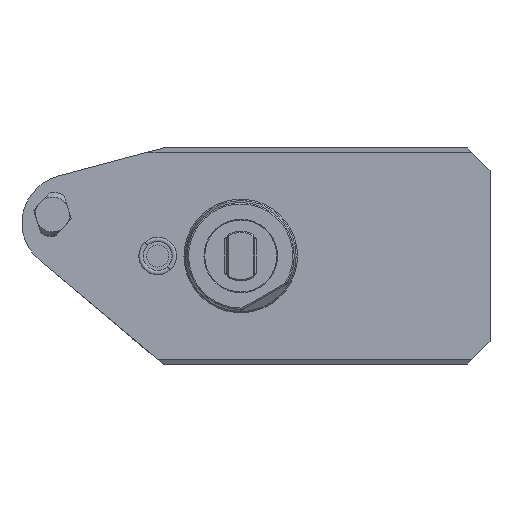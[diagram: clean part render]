
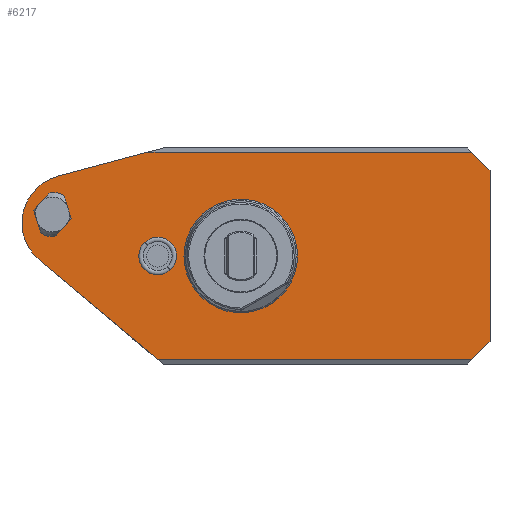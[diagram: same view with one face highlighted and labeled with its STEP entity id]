
A CAD part, front view. The second image highlights one B-rep face of the part: STEP entity #6217.
In plain terms, the highlighted planar face has unit normal (0, -1, 0).
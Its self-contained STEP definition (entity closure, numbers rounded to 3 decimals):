
#66=DIRECTION('',(-1.,0.,0.));
#67=VECTOR('',#66,116.974);
#68=CARTESIAN_POINT('',(83.474,0.,37.526));
#69=LINE('',#68,#67);
#146=DIRECTION('',(-0.707,0.,0.707));
#147=VECTOR('',#146,9.23);
#148=CARTESIAN_POINT('',(90.,0.,31.));
#149=LINE('',#148,#147);
#150=DIRECTION('',(0.,0.,1.));
#151=VECTOR('',#150,62.);
#152=CARTESIAN_POINT('',(90.,0.,-31.));
#153=LINE('',#152,#151);
#154=DIRECTION('',(0.707,0.,0.707));
#155=VECTOR('',#154,9.23);
#156=CARTESIAN_POINT('',(83.474,0.,
-37.526));
#157=LINE('',#156,#155);
#158=DIRECTION('',(0.766,0.,-0.643));
#159=VECTOR('',#158,56.141);
#160=CARTESIAN_POINT('',(-72.763,0.,-1.44));
#161=LINE('',#160,#159);
#162=CARTESIAN_POINT('',(-61.539,0.,
11.936));
#163=DIRECTION('',(0.,-1.,0.));
#164=DIRECTION('',(-0.259,0.,0.966));
#165=AXIS2_PLACEMENT_3D('',#162,#163,#164);
#167=DIRECTION('',(-0.966,0.,-0.259));
#168=VECTOR('',#167,33.707);
#169=CARTESIAN_POINT('',(-33.5,0.,37.526));
#170=LINE('',#169,#168);
#171=CARTESIAN_POINT('',(-30.,0.,0.));
#172=DIRECTION('',(0.,-1.,0.));
#173=DIRECTION('',(0.674,0.,-0.738));
#174=AXIS2_PLACEMENT_3D('',#171,#172,#173);
#176=CARTESIAN_POINT('',(-30.,0.,0.));
#177=DIRECTION('',(0.,-1.,0.));
#178=DIRECTION('',(-0.674,0.,0.738));
#179=AXIS2_PLACEMENT_3D('',#176,#177,#178);
#197=DIRECTION('',(1.,0.,0.));
#198=VECTOR('',#197,113.23);
#199=CARTESIAN_POINT('',(-29.756,0.,-37.526));
#200=LINE('',#199,#198);
#217=CARTESIAN_POINT('',(-68.001,0.,14.997));
#218=DIRECTION('',(0.,-1.,0.));
#219=DIRECTION('',(0.515,0.,0.857));
#220=AXIS2_PLACEMENT_3D('',#217,#218,#219);
#230=DIRECTION('',(0.302,0.,-0.953));
#231=VECTOR('',#230,8.756);
#232=CARTESIAN_POINT('',(-63.877,0.,21.853));
#233=LINE('',#232,#231);
#234=DIRECTION('',(-0.675,0.,-0.738));
#235=VECTOR('',#234,8.756);
#236=CARTESIAN_POINT('',(-61.235,0.,13.505));
#237=LINE('',#236,#235);
#242=CARTESIAN_POINT('',(-68.001,0.,14.997));
#243=DIRECTION('',(0.,-1.,0.));
#244=DIRECTION('',(-0.515,0.,-0.857));
#245=AXIS2_PLACEMENT_3D('',#242,#243,#244);
#255=DIRECTION('',(-0.302,0.,0.953));
#256=VECTOR('',#255,8.756);
#257=CARTESIAN_POINT('',(-72.124,0.,8.142));
#258=LINE('',#257,#256);
#259=DIRECTION('',(0.675,0.,0.738));
#260=VECTOR('',#259,8.756);
#261=CARTESIAN_POINT('',(-74.766,0.,16.489));
#262=LINE('',#261,#260);
#425=CARTESIAN_POINT('',(0.,0.,0.));
#426=DIRECTION('',(0.,1.,0.));
#427=DIRECTION('',(1.,0.,0.));
#428=AXIS2_PLACEMENT_3D('',#425,#426,#427);
#430=CARTESIAN_POINT('',(0.,0.,0.));
#431=DIRECTION('',(0.,1.,0.));
#432=DIRECTION('',(-1.,0.,0.));
#433=AXIS2_PLACEMENT_3D('',#430,#431,#432);
#5766=CARTESIAN_POINT('',(-25.414,0.,-5.021));
#5767=CARTESIAN_POINT('',(-34.586,0.,5.021));
#5768=VERTEX_POINT('',#5766);
#5769=VERTEX_POINT('',#5767);
#5798=CARTESIAN_POINT('',(-66.058,0.,
28.802));
#5799=CARTESIAN_POINT('',(-72.763,0.,
-1.44));
#5800=VERTEX_POINT('',#5798);
#5801=VERTEX_POINT('',#5799);
#5802=CARTESIAN_POINT('',(90.,0.,-31.));
#5803=CARTESIAN_POINT('',(90.,0.,31.));
#5804=VERTEX_POINT('',#5802);
#5805=VERTEX_POINT('',#5803);
#5810=CARTESIAN_POINT('',(-33.5,0.,37.526));
#5811=VERTEX_POINT('',#5810);
#5812=CARTESIAN_POINT('',(-29.756,0.,-37.526));
#5813=VERTEX_POINT('',#5812);
#5814=CARTESIAN_POINT('',(83.474,0.,
-37.526));
#5815=VERTEX_POINT('',#5814);
#5816=CARTESIAN_POINT('',(83.474,0.,
37.526));
#5817=VERTEX_POINT('',#5816);
#5847=CARTESIAN_POINT('',(19.853,0.,0.));
#5848=CARTESIAN_POINT('',(-19.853,0.,0.));
#5849=VERTEX_POINT('',#5847);
#5850=VERTEX_POINT('',#5848);
#5855=CARTESIAN_POINT('',(-63.877,0.,21.853));
#5856=CARTESIAN_POINT('',(-68.858,0.,22.951));
#5857=VERTEX_POINT('',#5855);
#5858=VERTEX_POINT('',#5856);
#5859=CARTESIAN_POINT('',(-72.124,0.,8.142));
#5860=CARTESIAN_POINT('',(-67.143,0.,7.043));
#5861=VERTEX_POINT('',#5859);
#5862=VERTEX_POINT('',#5860);
#5863=CARTESIAN_POINT('',(-74.766,0.,16.489));
#5864=VERTEX_POINT('',#5863);
#5865=CARTESIAN_POINT('',(-61.235,0.,13.505));
#5866=VERTEX_POINT('',#5865);
#6172=CARTESIAN_POINT('',(0.,0.,0.));
#6173=DIRECTION('',(0.,-1.,0.));
#6174=DIRECTION('',(-1.,0.,0.));
#6175=AXIS2_PLACEMENT_3D('',#6172,#6173,#6174);
#6176=PLANE('',#6175);
#6177=ORIENTED_EDGE('',*,*,#6048,.F.);
#6179=ORIENTED_EDGE('',*,*,#6178,.F.);
#6181=ORIENTED_EDGE('',*,*,#6180,.F.);
#6183=ORIENTED_EDGE('',*,*,#6182,.F.);
#6185=ORIENTED_EDGE('',*,*,#6184,.F.);
#6186=ORIENTED_EDGE('',*,*,#6145,.F.);
#6187=ORIENTED_EDGE('',*,*,#6165,.F.);
#6188=ORIENTED_EDGE('',*,*,#6027,.F.);
#6189=EDGE_LOOP('',(#6177,#6179,#6181,#6183,#6185,#6186,#6187,#6188));
#6190=FACE_OUTER_BOUND('',#6189,.F.);
#6192=ORIENTED_EDGE('',*,*,#6191,.T.);
#6194=ORIENTED_EDGE('',*,*,#6193,.F.);
#6196=ORIENTED_EDGE('',*,*,#6195,.F.);
#6198=ORIENTED_EDGE('',*,*,#6197,.T.);
#6200=ORIENTED_EDGE('',*,*,#6199,.F.);
#6202=ORIENTED_EDGE('',*,*,#6201,.F.);
#6203=EDGE_LOOP('',(#6192,#6194,#6196,#6198,#6200,#6202));
#6204=FACE_BOUND('',#6203,.F.);
#6206=ORIENTED_EDGE('',*,*,#6205,.F.);
#6208=ORIENTED_EDGE('',*,*,#6207,.F.);
#6209=EDGE_LOOP('',(#6206,#6208));
#6210=FACE_BOUND('',#6209,.F.);
#6212=ORIENTED_EDGE('',*,*,#6211,.T.);
#6214=ORIENTED_EDGE('',*,*,#6213,.T.);
#6215=EDGE_LOOP('',(#6212,#6214));
#6216=FACE_BOUND('',#6215,.F.);
#166=CIRCLE('',#165,17.461);
#175=CIRCLE('',#174,6.8);
#180=CIRCLE('',#179,6.8);
#221=CIRCLE('',#220,8.);
#246=CIRCLE('',#245,8.);
#429=CIRCLE('',#428,19.853);
#434=CIRCLE('',#433,19.853);
#6027=EDGE_CURVE('',#5811,#5800,#170,.T.);
#6048=EDGE_CURVE('',#5817,#5811,#69,.T.);
#6145=EDGE_CURVE('',#5801,#5813,#161,.T.);
#6165=EDGE_CURVE('',#5800,#5801,#166,.T.);
#6178=EDGE_CURVE('',#5805,#5817,#149,.T.);
#6180=EDGE_CURVE('',#5804,#5805,#153,.T.);
#6182=EDGE_CURVE('',#5815,#5804,#157,.T.);
#6184=EDGE_CURVE('',#5813,#5815,#200,.T.);
#6191=EDGE_CURVE('',#5857,#5858,#221,.T.);
#6193=EDGE_CURVE('',#5864,#5858,#262,.T.);
#6195=EDGE_CURVE('',#5861,#5864,#258,.T.);
#6197=EDGE_CURVE('',#5861,#5862,#246,.T.);
#6199=EDGE_CURVE('',#5866,#5862,#237,.T.);
#6201=EDGE_CURVE('',#5857,#5866,#233,.T.);
#6205=EDGE_CURVE('',#5849,#5850,#429,.T.);
#6207=EDGE_CURVE('',#5850,#5849,#434,.T.);
#6211=EDGE_CURVE('',#5768,#5769,#175,.T.);
#6213=EDGE_CURVE('',#5769,#5768,#180,.T.);
#6217=ADVANCED_FACE('',(#6190,#6204,#6210,#6216),#6176,.T.);
